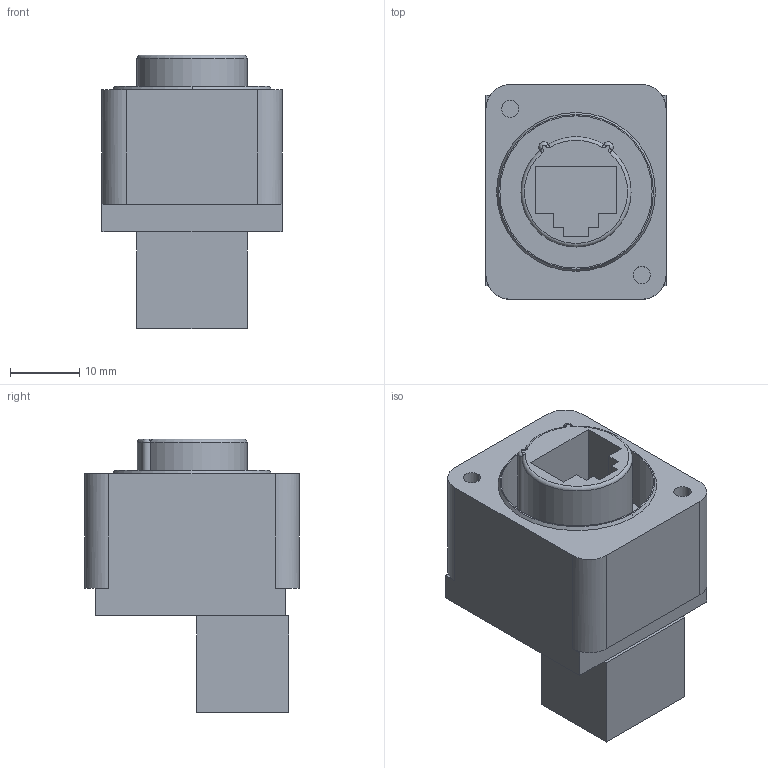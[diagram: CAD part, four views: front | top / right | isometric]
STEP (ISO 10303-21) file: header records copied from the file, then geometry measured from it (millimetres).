
FILE_DESCRIPTION((''),'2;1');
FILE_NAME('D-NE8FDP-SE_BODY','2014-06-11T',('odo'),(''),'PRO/ENGINEER BY PARAMETRIC TECHNOLOGY CORPORATION, 2011310','PRO/ENGINEER BY PARAMETRIC TECHNOLOGY CORPORATION, 2011310','');
FILE_SCHEMA(('AUTOMOTIVE_DESIGN_CC2 { 1 2 10303 214 -1 1 5 2 }'));
Length unit declared in the file: millimetre
Products named in the file (1): D-NE8FDP-SE_BODY
Bounding box: 26 x 31 x 39.5 mm (x, y, z)
Volume: 15714 mm3; surface area: 7380.7 mm2
Topology: 1 solids, 1 shells, 71 faces, 176 edges, 110 vertices
Faces by surface type: plane 47, cylinder 14, bspline 6, cone 2, torus 2
Entity records: 2379 total; most frequent: CARTESIAN_POINT 467, DIRECTION 354, ORIENTED_EDGE 344, COLOUR_RGB 209, EDGE_CURVE 172, VECTOR 120, LINE 120, AXIS2_PLACEMENT_3D 117
